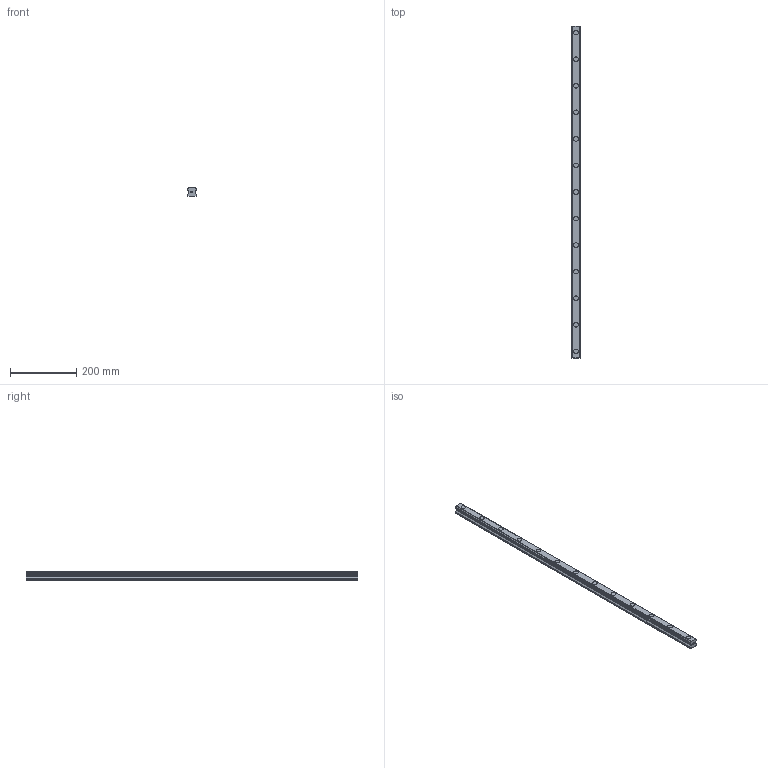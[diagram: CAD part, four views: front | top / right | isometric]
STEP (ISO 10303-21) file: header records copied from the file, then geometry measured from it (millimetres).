
FILE_DESCRIPTION(/* description */ ('Alibre Inc.'),/* implementation_level */ '2;1');
FILE_NAME(/* name */ 'export-DF7EE51D-37A6-41FE-8F33-4DD8C1CE0910',/* time_stamp */ '2020-08-15T08:55:13+02:00',/* author */ (''),/* organization */ (''),/* preprocessor_version */ 'ST-DEVELOPER v17',/* originating_system */ 'Alibre',/* authorisation */ '');
FILE_SCHEMA (('AUTOMOTIVE_DESIGN'));
Length unit declared in the file: millimetre
Products named in the file (1): HGR30R1000H_FILE
Bounding box: 28 x 1000 x 26 mm (x, y, z)
Volume: 580545.3 mm3; surface area: 125248 mm2
Topology: 1 solids, 1 shells, 232 faces, 561 edges, 374 vertices
Faces by surface type: plane 132, cylinder 100
Entity records: 6811 total; most frequent: CARTESIAN_POINT 1167, ORIENTED_EDGE 1122, DIRECTION 1093, EDGE_CURVE 561, AXIS2_PLACEMENT_3D 432, VERTEX_POINT 374, VECTOR 361, LINE 361
